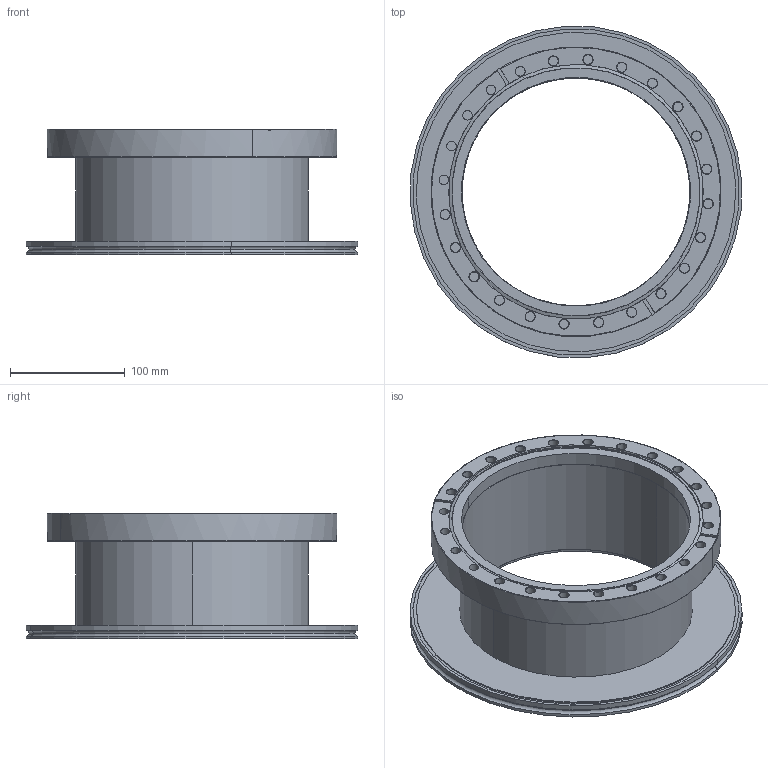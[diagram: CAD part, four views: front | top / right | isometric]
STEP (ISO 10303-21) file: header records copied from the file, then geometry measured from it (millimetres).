
FILE_DESCRIPTION (( 'STEP AP214' ), '1' );
FILE_NAME ('Hositrad_CFA200-ISO250.STEP', '2017-05-12T07:56:49', ( 'Gebruiker' ), ( '' ), 'SwSTEP 2.0', 'SolidWorks 2017', '' );
FILE_SCHEMA (( 'AUTOMOTIVE_DESIGN' ));
Length unit declared in the file: millimetre
Products named in the file (4): NW200CF-Weld_-203; ISO250-203; Hositrad_CFA200-ISO250; CF-To-ISO-Adaptors-All_CFA200-ISO250
Assembly tree (3 placements, depth 2):
  Hositrad_CFA200-ISO250
    CF-To-ISO-Adaptors-All_CFA200-ISO250
    ISO250-203
    NW200CF-Weld_-203
Bounding box: 289.41 x 289.41 x 110 mm (x, y, z)
Volume: 824627.3 mm3; surface area: 296995 mm2
Topology: 3 solids, 3 shells, 186 faces, 432 edges, 257 vertices
Faces by surface type: cone 89, cylinder 74, plane 19, torus 4
Entity records: 5569 total; most frequent: DIRECTION 1063, CARTESIAN_POINT 893, ORIENTED_EDGE 864, AXIS2_PLACEMENT_3D 443, EDGE_CURVE 432, VERTEX_POINT 257, CIRCLE 251, EDGE_LOOP 245
